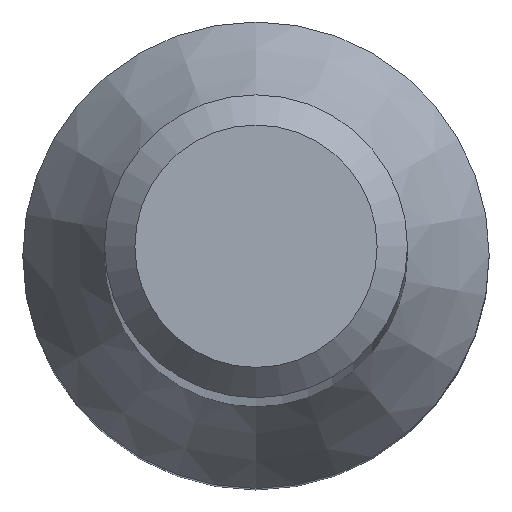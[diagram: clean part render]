
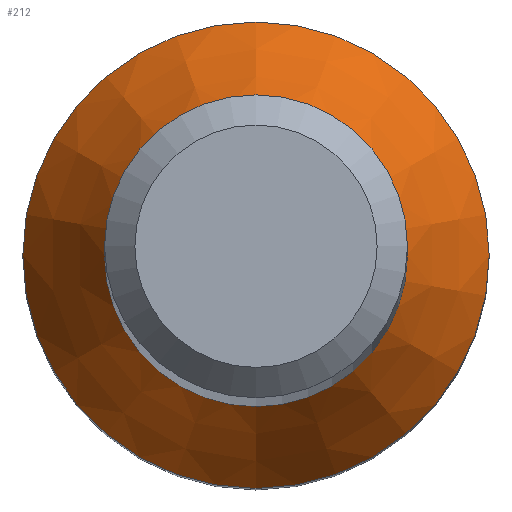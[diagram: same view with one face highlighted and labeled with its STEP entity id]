
A CAD part, top view. The second image highlights one B-rep face of the part: STEP entity #212.
In plain terms, the highlighted conical face has half-angle 30 degrees and reference radius 3.08 mm.
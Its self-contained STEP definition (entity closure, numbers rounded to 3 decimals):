
#7 = AXIS2_PLACEMENT_3D ( 'NONE', #211, #210, #153 ) ;
#11 = DIRECTION ( 'NONE',  ( 0., 1., 0. ) ) ;
#27 = CARTESIAN_POINT ( 'NONE',  ( 0., 3.08, 12.121 ) ) ;
#42 = FACE_BOUND ( 'NONE', #97, .T. ) ;
#55 = DIRECTION ( 'NONE',  ( 0., 0., -1. ) ) ;
#71 = EDGE_LOOP ( 'NONE', ( #78 ) ) ;
#78 = ORIENTED_EDGE ( 'NONE', *, *, #131, .F. ) ;
#97 = EDGE_LOOP ( 'NONE', ( #195 ) ) ;
#98 = EDGE_CURVE ( 'NONE', #140, #140, #216, .T. ) ;
#128 = VERTEX_POINT ( 'NONE', #27 ) ;
#131 = EDGE_CURVE ( 'NONE', #128, #128, #184, .T. ) ;
#138 = FACE_OUTER_BOUND ( 'NONE', #71, .T. ) ;
#140 = VERTEX_POINT ( 'NONE', #198 ) ;
#153 = DIRECTION ( 'NONE',  ( 0., 1., 0. ) ) ;
#157 = CARTESIAN_POINT ( 'NONE',  ( 0., 0., 12.121 ) ) ;
#180 = CONICAL_SURFACE ( 'NONE', #213, 3.08, 0.524 ) ;
#184 = CIRCLE ( 'NONE', #193, 3.08 ) ;
#193 = AXIS2_PLACEMENT_3D ( 'NONE', #205, #55, #11 ) ;
#195 = ORIENTED_EDGE ( 'NONE', *, *, #98, .T. ) ;
#198 = CARTESIAN_POINT ( 'NONE',  ( 0., 2., 13.992 ) ) ;
#205 = CARTESIAN_POINT ( 'NONE',  ( 0., 0., 12.121 ) ) ;
#210 = DIRECTION ( 'NONE',  ( 0., 0., -1. ) ) ;
#211 = CARTESIAN_POINT ( 'NONE',  ( 0., 0., 13.992 ) ) ;
#212 = ADVANCED_FACE ( 'NONE', ( #42, #138 ), #180, .T. ) ;
#213 = AXIS2_PLACEMENT_3D ( 'NONE', #157, #230, #243 ) ;
#216 = CIRCLE ( 'NONE', #7, 2. ) ;
#230 = DIRECTION ( 'NONE',  ( 0., 0., -1. ) ) ;
#243 = DIRECTION ( 'NONE',  ( 0., 1., 0. ) ) ;
